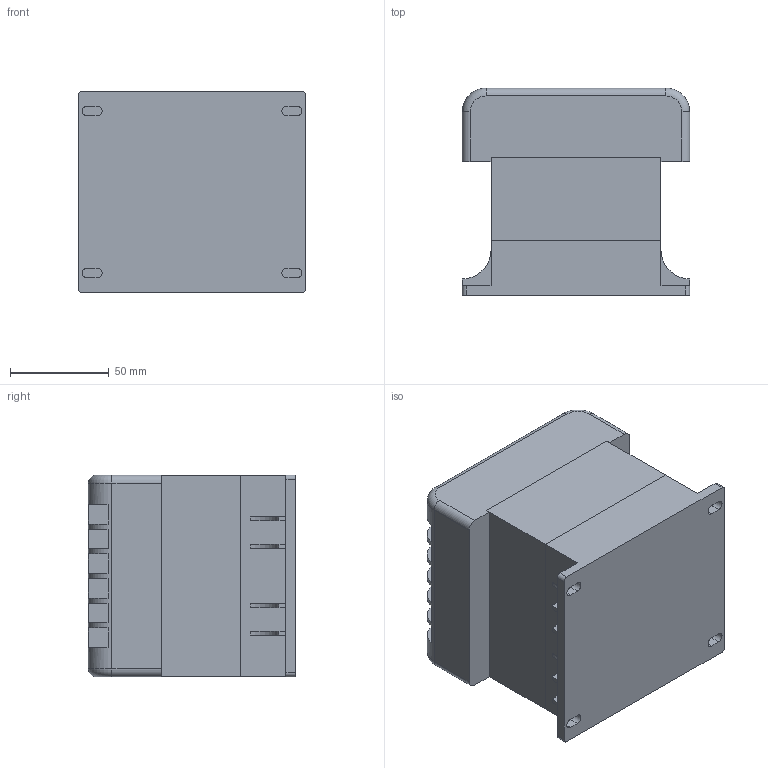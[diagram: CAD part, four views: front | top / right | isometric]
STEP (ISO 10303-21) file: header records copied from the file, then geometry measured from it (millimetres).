
FILE_DESCRIPTION(/* description */ (''),/* implementation_level */ '2;1');
FILE_NAME(/* name */ 'TF041163201.stp',/* time_stamp */ '2025-03-20T08:02:48+01:00',/* author */ ('velazquez'),/* organization */ (''),/* preprocessor_version */ 'ST-DEVELOPER v19.2',/* originating_system */ 'Autodesk Inventor 2023',/* authorisation */ '');
FILE_SCHEMA (('AUTOMOTIVE_DESIGN { 1 0 10303 214 3 1 1 }'));
Length unit declared in the file: millimetre
Products named in the file (4): TF041163201; INFERIOR EI96; CENTRAL EI96-40; SUPERIOR EI96
Assembly tree (3 placements, depth 2):
  TF041163201
    INFERIOR EI96
    CENTRAL EI96-40
    SUPERIOR EI96
Bounding box: 115 x 105 x 102 mm (x, y, z)
Volume: 475560.2 mm3; surface area: 121266.9 mm2
Topology: 11 solids, 11 shells, 200 faces, 436 edges, 288 vertices
Faces by surface type: plane 152, cylinder 44, torus 4
Full cylindrical faces by diameter (mm): 7 x12, 8 x1, 9 x3
Entity records: 5827 total; most frequent: DIRECTION 966, CARTESIAN_POINT 931, ORIENTED_EDGE 872, EDGE_CURVE 436, AXIS2_PLACEMENT_3D 323, LINE 320, VECTOR 320, VERTEX_POINT 288
